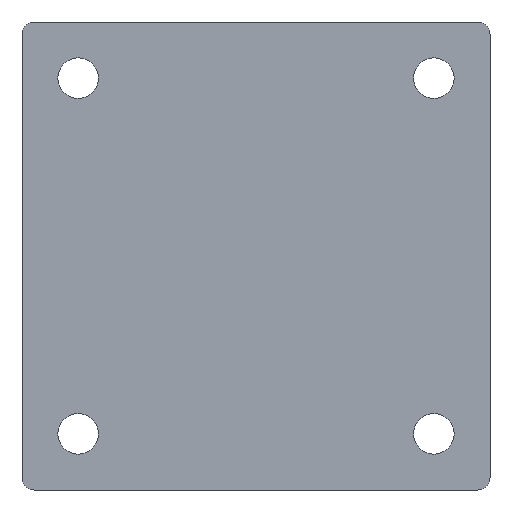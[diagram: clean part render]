
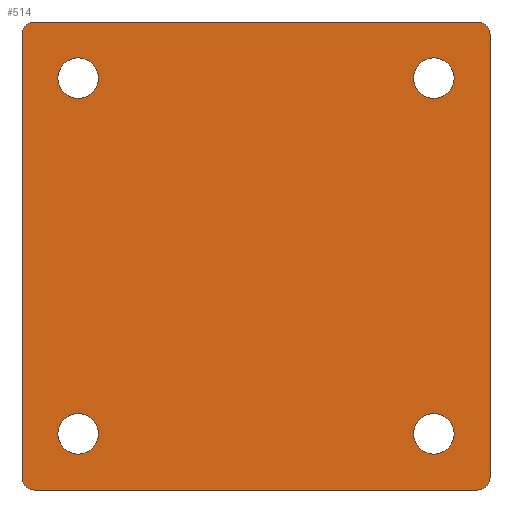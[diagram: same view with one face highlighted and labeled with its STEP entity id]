
A CAD part, front view. The second image highlights one B-rep face of the part: STEP entity #514.
In plain terms, the highlighted planar face has unit normal (0, -1, 0).
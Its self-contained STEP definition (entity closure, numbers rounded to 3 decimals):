
#514 = ADVANCED_FACE( '', ( #1005, #1006, #1007, #1008, #1009 ), #1010, .F. );
#1005 = FACE_BOUND( '', #1471, .T. );
#1006 = FACE_BOUND( '', #1472, .T. );
#1007 = FACE_BOUND( '', #1473, .T. );
#1008 = FACE_BOUND( '', #1474, .T. );
#1009 = FACE_OUTER_BOUND( '', #1475, .T. );
#1010 = PLANE( '', #1476 );
#1471 = EDGE_LOOP( '', ( #2585 ) );
#1472 = EDGE_LOOP( '', ( #2586 ) );
#1473 = EDGE_LOOP( '', ( #2587 ) );
#1474 = EDGE_LOOP( '', ( #2588 ) );
#1475 = EDGE_LOOP( '', ( #2589, #2590, #2591, #2592, #2593, #2594, #2595, #2596 ) );
#1476 = AXIS2_PLACEMENT_3D( '', #2597, #2598, #2599 );
#2585 = ORIENTED_EDGE( '', *, *, #2834, .T. );
#2586 = ORIENTED_EDGE( '', *, *, #3006, .T. );
#2587 = ORIENTED_EDGE( '', *, *, #3061, .T. );
#2588 = ORIENTED_EDGE( '', *, *, #2869, .T. );
#2589 = ORIENTED_EDGE( '', *, *, #2919, .F. );
#2590 = ORIENTED_EDGE( '', *, *, #2871, .F. );
#2591 = ORIENTED_EDGE( '', *, *, #3073, .F. );
#2592 = ORIENTED_EDGE( '', *, *, #2695, .F. );
#2593 = ORIENTED_EDGE( '', *, *, #3017, .F. );
#2594 = ORIENTED_EDGE( '', *, *, #2830, .F. );
#2595 = ORIENTED_EDGE( '', *, *, #2975, .F. );
#2596 = ORIENTED_EDGE( '', *, *, #2735, .F. );
#2597 = CARTESIAN_POINT( '', ( -35.5, 0., -35.5 ) );
#2598 = DIRECTION( '', ( 0., 1., 0. ) );
#2599 = DIRECTION( '', ( 0., 0., 1. ) );
#2695 = EDGE_CURVE( '', #3177, #3178, #3179, .T. );
#2735 = EDGE_CURVE( '', #3245, #3246, #3247, .T. );
#2830 = EDGE_CURVE( '', #3403, #3404, #3405, .T. );
#2834 = EDGE_CURVE( '', #3409, #3409, #3410, .T. );
#2869 = EDGE_CURVE( '', #3459, #3459, #3460, .T. );
#2871 = EDGE_CURVE( '', #3462, #3463, #3464, .T. );
#2919 = EDGE_CURVE( '', #3463, #3245, #3527, .T. );
#2975 = EDGE_CURVE( '', #3246, #3403, #3600, .T. );
#3006 = EDGE_CURVE( '', #3641, #3641, #3642, .T. );
#3017 = EDGE_CURVE( '', #3404, #3177, #3654, .T. );
#3061 = EDGE_CURVE( '', #3702, #3702, #3703, .T. );
#3073 = EDGE_CURVE( '', #3178, #3462, #3716, .T. );
#3177 = VERTEX_POINT( '', #3863 );
#3178 = VERTEX_POINT( '', #3864 );
#3179 = LINE( '', #3865, #3866 );
#3245 = VERTEX_POINT( '', #3950 );
#3246 = VERTEX_POINT( '', #3951 );
#3247 = LINE( '', #3952, #3953 );
#3403 = VERTEX_POINT( '', #4211 );
#3404 = VERTEX_POINT( '', #4212 );
#3405 = LINE( '', #4213, #4214 );
#3409 = VERTEX_POINT( '', #4220 );
#3410 = CIRCLE( '', #4221, 3.25 );
#3459 = VERTEX_POINT( '', #4282 );
#3460 = CIRCLE( '', #4283, 3.25 );
#3462 = VERTEX_POINT( '', #4285 );
#3463 = VERTEX_POINT( '', #4286 );
#3464 = LINE( '', #4287, #4288 );
#3527 = CIRCLE( '', #4400, 2. );
#3600 = CIRCLE( '', #4518, 2. );
#3641 = VERTEX_POINT( '', #4573 );
#3642 = CIRCLE( '', #4574, 3.25 );
#3654 = CIRCLE( '', #4600, 2. );
#3702 = VERTEX_POINT( '', #4669 );
#3703 = CIRCLE( '', #4670, 3.25 );
#3716 = CIRCLE( '', #4684, 2. );
#3863 = CARTESIAN_POINT( '', ( 37.5, 0., 35.5 ) );
#3864 = CARTESIAN_POINT( '', ( 37.5, 0., -35.5 ) );
#3865 = CARTESIAN_POINT( '', ( 37.5, 0., 35.5 ) );
#3866 = VECTOR( '', #4758, 1000. );
#3950 = CARTESIAN_POINT( '', ( -37.5, 0., -35.5 ) );
#3951 = CARTESIAN_POINT( '', ( -37.5, 0., 35.5 ) );
#3952 = CARTESIAN_POINT( '', ( -37.5, 0., -35.5 ) );
#3953 = VECTOR( '', #4813, 1000. );
#4211 = CARTESIAN_POINT( '', ( -35.5, 0., 37.5 ) );
#4212 = CARTESIAN_POINT( '', ( 35.5, 0., 37.5 ) );
#4213 = CARTESIAN_POINT( '', ( -35.5, 0., 37.5 ) );
#4214 = VECTOR( '', #4901, 1000. );
#4220 = CARTESIAN_POINT( '', ( -25.25, 0., 28.5 ) );
#4221 = AXIS2_PLACEMENT_3D( '', #4904, #4905, #4906 );
#4282 = CARTESIAN_POINT( '', ( -25.25, 0., -28.5 ) );
#4283 = AXIS2_PLACEMENT_3D( '', #4958, #4959, #4960 );
#4285 = CARTESIAN_POINT( '', ( 35.5, 0., -37.5 ) );
#4286 = CARTESIAN_POINT( '', ( -35.5, 0., -37.5 ) );
#4287 = CARTESIAN_POINT( '', ( 35.5, 0., -37.5 ) );
#4288 = VECTOR( '', #4961, 1000. );
#4400 = AXIS2_PLACEMENT_3D( '', #5013, #5014, #5015 );
#4518 = AXIS2_PLACEMENT_3D( '', #5067, #5068, #5069 );
#4573 = CARTESIAN_POINT( '', ( 31.75, 0., 28.5 ) );
#4574 = AXIS2_PLACEMENT_3D( '', #5099, #5100, #5101 );
#4600 = AXIS2_PLACEMENT_3D( '', #5106, #5107, #5108 );
#4669 = CARTESIAN_POINT( '', ( 31.75, 0., -28.5 ) );
#4670 = AXIS2_PLACEMENT_3D( '', #5134, #5135, #5136 );
#4684 = AXIS2_PLACEMENT_3D( '', #5141, #5142, #5143 );
#4758 = DIRECTION( '', ( 0., 0., -1. ) );
#4813 = DIRECTION( '', ( 0., 0., 1. ) );
#4901 = DIRECTION( '', ( 1., 0., 0. ) );
#4904 = CARTESIAN_POINT( '', ( -28.5, 0., 28.5 ) );
#4905 = DIRECTION( '', ( 0., 1., 0. ) );
#4906 = DIRECTION( '', ( 1., 0., 0. ) );
#4958 = CARTESIAN_POINT( '', ( -28.5, 0., -28.5 ) );
#4959 = DIRECTION( '', ( 0., 1., 0. ) );
#4960 = DIRECTION( '', ( 1., 0., 0. ) );
#4961 = DIRECTION( '', ( -1., 0., 0. ) );
#5013 = CARTESIAN_POINT( '', ( -35.5, 0., -35.5 ) );
#5014 = DIRECTION( '', ( 0., 1., 0. ) );
#5015 = DIRECTION( '', ( 1., 0., 0. ) );
#5067 = CARTESIAN_POINT( '', ( -35.5, 0., 35.5 ) );
#5068 = DIRECTION( '', ( 0., 1., 0. ) );
#5069 = DIRECTION( '', ( 1., 0., 0. ) );
#5099 = CARTESIAN_POINT( '', ( 28.5, 0., 28.5 ) );
#5100 = DIRECTION( '', ( 0., 1., 0. ) );
#5101 = DIRECTION( '', ( 1., 0., 0. ) );
#5106 = CARTESIAN_POINT( '', ( 35.5, 0., 35.5 ) );
#5107 = DIRECTION( '', ( 0., 1., 0. ) );
#5108 = DIRECTION( '', ( 1., 0., 0. ) );
#5134 = CARTESIAN_POINT( '', ( 28.5, 0., -28.5 ) );
#5135 = DIRECTION( '', ( 0., 1., 0. ) );
#5136 = DIRECTION( '', ( 1., 0., 0. ) );
#5141 = CARTESIAN_POINT( '', ( 35.5, 0., -35.5 ) );
#5142 = DIRECTION( '', ( 0., 1., 0. ) );
#5143 = DIRECTION( '', ( 1., 0., 0. ) );
